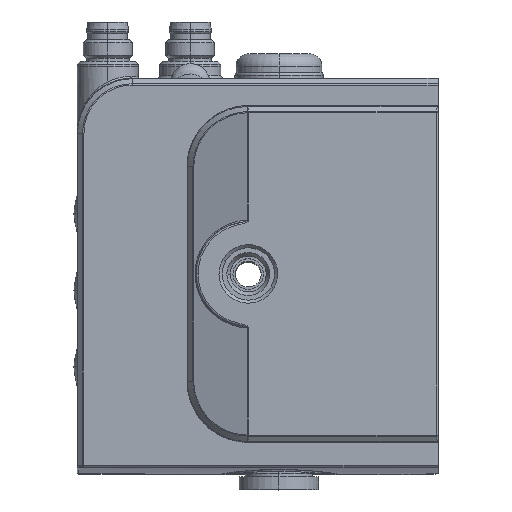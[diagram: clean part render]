
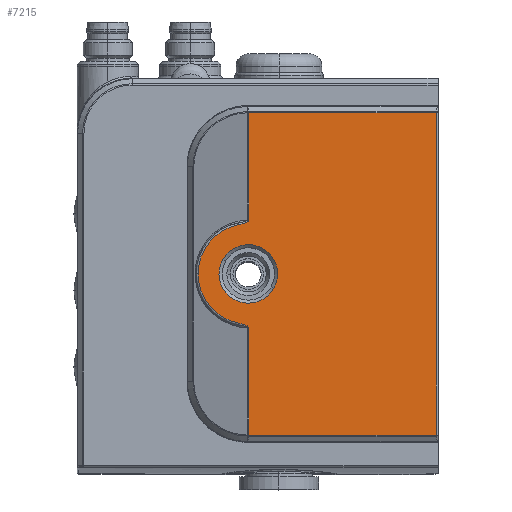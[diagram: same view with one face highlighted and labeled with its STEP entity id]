
A CAD part, top view. The second image highlights one B-rep face of the part: STEP entity #7215.
In plain terms, the highlighted planar face has unit normal (0, 0, 1).
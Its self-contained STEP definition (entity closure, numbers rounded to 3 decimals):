
#7215=ADVANCED_FACE('',(#14726,#14727),#14728,.F.);
#14726=FACE_OUTER_BOUND('',#38979,.T.);
#14727=FACE_BOUND('',#38980,.T.);
#14728=PLANE('',#38981);
#38979=EDGE_LOOP('',(#58111,#58112,#58113,#58114,#58115,#58116,#58117,#58118,#58119));
#38980=EDGE_LOOP('',(#58120,#58121));
#38981=AXIS2_PLACEMENT_3D('',#58122,#58123,#58124);
#58111=ORIENTED_EDGE('',*,*,#66581,.T.);
#58112=ORIENTED_EDGE('',*,*,#66582,.T.);
#58113=ORIENTED_EDGE('',*,*,#66583,.T.);
#58114=ORIENTED_EDGE('',*,*,#66584,.T.);
#58115=ORIENTED_EDGE('',*,*,#66585,.T.);
#58116=ORIENTED_EDGE('',*,*,#66586,.T.);
#58117=ORIENTED_EDGE('',*,*,#66587,.T.);
#58118=ORIENTED_EDGE('',*,*,#66237,.T.);
#58119=ORIENTED_EDGE('',*,*,#66378,.T.);
#58120=ORIENTED_EDGE('',*,*,#66360,.T.);
#58121=ORIENTED_EDGE('',*,*,#66263,.T.);
#58122=CARTESIAN_POINT('',(58.97,5.1,107.5));
#58123=DIRECTION('',(0.,0.0,-1.0));
#58124=DIRECTION('',(-1.0,0.0,0.));
#66237=EDGE_CURVE('',#77425,#77423,#77426,.T.);
#66263=EDGE_CURVE('',#77467,#77465,#77468,.T.);
#66360=EDGE_CURVE('',#77465,#77467,#77605,.T.);
#66378=EDGE_CURVE('',#77423,#77623,#77625,.T.);
#66581=EDGE_CURVE('',#77623,#77922,#77923,.T.);
#66582=EDGE_CURVE('',#77922,#77924,#77925,.T.);
#66583=EDGE_CURVE('',#77924,#77926,#77927,.T.);
#66584=EDGE_CURVE('',#77926,#77928,#77929,.T.);
#66585=EDGE_CURVE('',#77928,#77930,#77931,.T.);
#66586=EDGE_CURVE('',#77930,#77932,#77933,.T.);
#66587=EDGE_CURVE('',#77932,#77425,#77934,.T.);
#77423=VERTEX_POINT('',#103637);
#77425=VERTEX_POINT('',#103639);
#77426=CIRCLE('',#103640,8.2);
#77465=VERTEX_POINT('',#103689);
#77467=VERTEX_POINT('',#103692);
#77468=CIRCLE('',#103693,4.78);
#77605=CIRCLE('',#103896,4.78);
#77623=VERTEX_POINT('',#103914);
#77625=CIRCLE('',#103916,8.2);
#77922=VERTEX_POINT('',#104570);
#77923=B_SPLINE_CURVE_WITH_KNOTS('',3,(#104571,#104572,#104573,#104574,#104575,#104576,#104577,#104578,#104579,#104580,#104581,#104582,#104583,#104584,#104585,#104586,#104587,#104588,#104589,#104590,#104591,#104592,#104593,#104594,#104595,#104596,#104597,#104598,#104599,#104600,#104601),.UNSPECIFIED.,.F.,.F.,(4,3,3,3,3,3,3,3,3,3,4),(0.0,0.001,0.001,0.002,0.002,0.002,0.002,0.002,0.002,0.002,0.002),.UNSPECIFIED.);
#77924=VERTEX_POINT('',#104602);
#77925=LINE('',#104603,#104604);
#77926=VERTEX_POINT('',#104605);
#77927=LINE('',#104606,#104607);
#77928=VERTEX_POINT('',#104608);
#77929=LINE('',#104609,#104610);
#77930=VERTEX_POINT('',#104611);
#77931=LINE('',#104612,#104613);
#77932=VERTEX_POINT('',#104614);
#77933=LINE('',#104615,#104616);
#77934=B_SPLINE_CURVE_WITH_KNOTS('',3,(#104617,#104618,#104619,#104620,#104621,#104622,#104623,#104624,#104625,#104626,#104627,#104628,#104629,#104630,#104631,#104632),.UNSPECIFIED.,.F.,.F.,(4,3,3,3,3,4),(0.,0.,0.,0.001,0.001,0.002),.UNSPECIFIED.);
#103637=CARTESIAN_POINT('',(19.77,32.6,107.5));
#103639=CARTESIAN_POINT('',(26.385,40.645,107.5));
#103640=AXIS2_PLACEMENT_3D('',#113080,#113081,#113082);
#103689=CARTESIAN_POINT('',(32.122,30.232,107.5));
#103692=CARTESIAN_POINT('',(23.818,34.968,107.5));
#103693=AXIS2_PLACEMENT_3D('',#113118,#113119,#113120);
#103896=AXIS2_PLACEMENT_3D('',#113275,#113276,#113277);
#103914=CARTESIAN_POINT('',(26.385,24.555,107.5));
#103916=AXIS2_PLACEMENT_3D('',#113311,#113312,#113313);
#104570=CARTESIAN_POINT('',(28.023,23.801,107.5));
#104571=CARTESIAN_POINT('',(26.385,24.555,107.5));
#104572=CARTESIAN_POINT('',(26.692,24.494,107.5));
#104573=CARTESIAN_POINT('',(26.998,24.423,107.5));
#104574=CARTESIAN_POINT('',(27.295,24.325,107.5));
#104575=CARTESIAN_POINT('',(27.443,24.275,107.5));
#104576=CARTESIAN_POINT('',(27.589,24.22,107.5));
#104577=CARTESIAN_POINT('',(27.726,24.144,107.5));
#104578=CARTESIAN_POINT('',(27.795,24.106,107.5));
#104579=CARTESIAN_POINT('',(27.862,24.063,107.5));
#104580=CARTESIAN_POINT('',(27.918,24.008,107.5));
#104581=CARTESIAN_POINT('',(27.932,23.994,107.5));
#104582=CARTESIAN_POINT('',(27.946,23.979,107.5));
#104583=CARTESIAN_POINT('',(27.958,23.964,107.5));
#104584=CARTESIAN_POINT('',(27.971,23.949,107.5));
#104585=CARTESIAN_POINT('',(27.982,23.932,107.5));
#104586=CARTESIAN_POINT('',(27.991,23.915,107.5));
#104587=CARTESIAN_POINT('',(27.996,23.906,107.5));
#104588=CARTESIAN_POINT('',(28.001,23.897,107.5));
#104589=CARTESIAN_POINT('',(28.004,23.888,107.5));
#104590=CARTESIAN_POINT('',(28.007,23.881,107.5));
#104591=CARTESIAN_POINT('',(28.01,23.874,107.5));
#104592=CARTESIAN_POINT('',(28.012,23.867,107.5));
#104593=CARTESIAN_POINT('',(28.016,23.856,107.5));
#104594=CARTESIAN_POINT('',(28.019,23.844,107.5));
#104595=CARTESIAN_POINT('',(28.02,23.833,107.5));
#104596=CARTESIAN_POINT('',(28.021,23.827,107.5));
#104597=CARTESIAN_POINT('',(28.022,23.822,107.5));
#104598=CARTESIAN_POINT('',(28.022,23.817,107.5));
#104599=CARTESIAN_POINT('',(28.023,23.812,107.5));
#104600=CARTESIAN_POINT('',(28.023,23.807,107.5));
#104601=CARTESIAN_POINT('',(28.023,23.801,107.5));
#104602=CARTESIAN_POINT('',(28.023,6.278,107.5));
#104603=CARTESIAN_POINT('',(28.023,23.801,107.5));
#104604=VECTOR('',#113546,17.523);
#104605=CARTESIAN_POINT('',(58.67,6.278,107.5));
#104606=CARTESIAN_POINT('',(28.023,6.278,107.5));
#104607=VECTOR('',#113547,30.647);
#104608=CARTESIAN_POINT('',(58.67,58.922,107.5));
#104609=CARTESIAN_POINT('',(58.67,6.278,107.5));
#104610=VECTOR('',#113548,52.643);
#104611=CARTESIAN_POINT('',(28.023,58.922,107.5));
#104612=CARTESIAN_POINT('',(58.67,58.922,107.5));
#104613=VECTOR('',#113549,30.647);
#104614=CARTESIAN_POINT('',(28.023,41.399,107.5));
#104615=CARTESIAN_POINT('',(28.023,58.922,107.5));
#104616=VECTOR('',#113550,17.523);
#104617=CARTESIAN_POINT('',(28.023,41.399,107.5));
#104618=CARTESIAN_POINT('',(28.023,41.358,107.5));
#104619=CARTESIAN_POINT('',(28.011,41.32,107.5));
#104620=CARTESIAN_POINT('',(27.992,41.286,107.5));
#104621=CARTESIAN_POINT('',(27.973,41.251,107.5));
#104622=CARTESIAN_POINT('',(27.947,41.221,107.5));
#104623=CARTESIAN_POINT('',(27.919,41.193,107.5));
#104624=CARTESIAN_POINT('',(27.862,41.138,107.5));
#104625=CARTESIAN_POINT('',(27.796,41.095,107.5));
#104626=CARTESIAN_POINT('',(27.728,41.057,107.5));
#104627=CARTESIAN_POINT('',(27.59,40.98,107.5));
#104628=CARTESIAN_POINT('',(27.442,40.924,107.5));
#104629=CARTESIAN_POINT('',(27.294,40.875,107.5));
#104630=CARTESIAN_POINT('',(26.997,40.777,107.5));
#104631=CARTESIAN_POINT('',(26.692,40.706,107.5));
#104632=CARTESIAN_POINT('',(26.385,40.645,107.5));
#113080=CARTESIAN_POINT('',(27.97,32.6,107.5));
#113081=DIRECTION('',(0.,0.0,1.0));
#113082=DIRECTION('',(-1.0,0.0,0.));
#113118=CARTESIAN_POINT('',(27.97,32.6,107.5));
#113119=DIRECTION('',(0.,0.,-1.0));
#113120=DIRECTION('',(0.869,-0.495,0.));
#113275=CARTESIAN_POINT('',(27.97,32.6,107.5));
#113276=DIRECTION('',(0.,0.,-1.0));
#113277=DIRECTION('',(0.869,-0.495,0.));
#113311=CARTESIAN_POINT('',(27.97,32.6,107.5));
#113312=DIRECTION('',(0.,0.0,1.0));
#113313=DIRECTION('',(-1.0,0.0,0.));
#113546=DIRECTION('',(0.0,-1.0,0.0));
#113547=DIRECTION('',(1.0,0.0,0.));
#113548=DIRECTION('',(0.0,1.0,0.0));
#113549=DIRECTION('',(-1.0,0.0,0.));
#113550=DIRECTION('',(0.0,-1.0,0.0));
